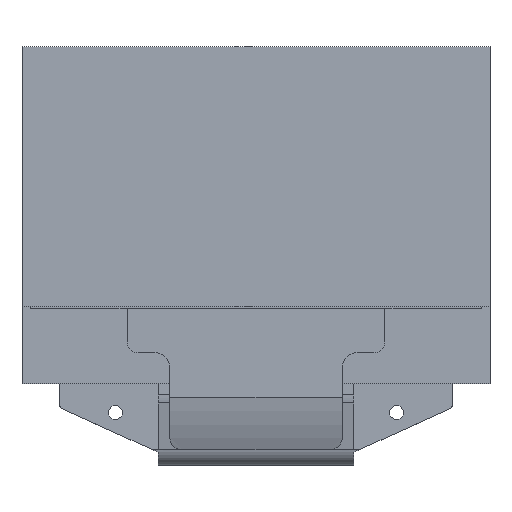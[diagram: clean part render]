
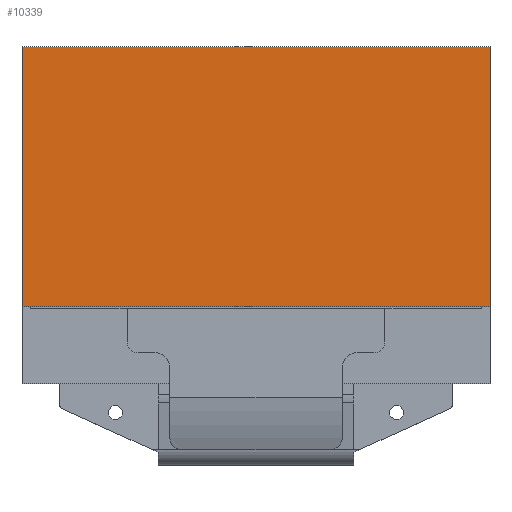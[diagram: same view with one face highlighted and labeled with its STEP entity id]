
A CAD part, top view. The second image highlights one B-rep face of the part: STEP entity #10339.
In plain terms, the highlighted planar face has unit normal (0, 0, 1).
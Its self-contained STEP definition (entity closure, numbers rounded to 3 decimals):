
#686=FACE_OUTER_BOUND('',#1266,.T.);
#1266=EDGE_LOOP('',(#6910,#6911,#6912,#6913));
#1870=LINE('',#14038,#3186);
#1878=LINE('',#14055,#3194);
#1882=LINE('',#14062,#3198);
#1883=LINE('',#14063,#3199);
#3186=VECTOR('',#11556,1000.);
#3194=VECTOR('',#11566,1000.);
#3198=VECTOR('',#11572,1000.);
#3199=VECTOR('',#11573,1000.);
#4502=VERTEX_POINT('',#14035);
#4503=VERTEX_POINT('',#14037);
#4510=VERTEX_POINT('',#14052);
#4511=VERTEX_POINT('',#14054);
#5434=EDGE_CURVE('',#4502,#4503,#1870,.T.);
#5442=EDGE_CURVE('',#4510,#4511,#1878,.T.);
#5446=EDGE_CURVE('',#4503,#4510,#1882,.T.);
#5447=EDGE_CURVE('',#4511,#4502,#1883,.T.);
#6910=ORIENTED_EDGE('',*,*,#5446,.F.);
#6911=ORIENTED_EDGE('',*,*,#5434,.F.);
#6912=ORIENTED_EDGE('',*,*,#5447,.F.);
#6913=ORIENTED_EDGE('',*,*,#5442,.F.);
#9824=PLANE('',#10967);
#10339=ADVANCED_FACE('',(#686),#9824,.F.);
#10967=AXIS2_PLACEMENT_3D('',#14061,#11570,#11571);
#11556=DIRECTION('',(0.,-1.,0.));
#11566=DIRECTION('',(0.,1.,0.));
#11570=DIRECTION('center_axis',(0.,0.,-1.));
#11571=DIRECTION('ref_axis',(-1.,0.,0.));
#11572=DIRECTION('',(-1.,0.,0.));
#11573=DIRECTION('',(1.,0.,0.));
#14035=CARTESIAN_POINT('',(13.322,9.601,1.575));
#14037=CARTESIAN_POINT('',(13.322,-5.207,1.575));
#14038=CARTESIAN_POINT('',(13.322,9.601,1.575));
#14052=CARTESIAN_POINT('',(-13.322,-5.207,1.575));
#14054=CARTESIAN_POINT('',(-13.322,9.601,1.575));
#14055=CARTESIAN_POINT('',(-13.322,-9.601,1.575));
#14061=CARTESIAN_POINT('Origin',(0.,0.,1.575));
#14062=CARTESIAN_POINT('',(13.322,-5.207,1.575));
#14063=CARTESIAN_POINT('',(-13.322,9.601,1.575));
